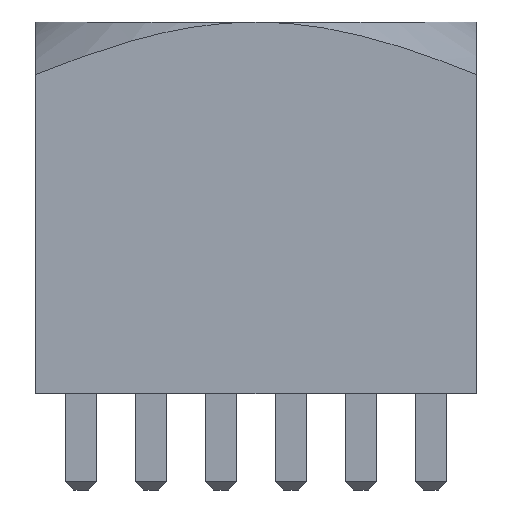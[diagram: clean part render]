
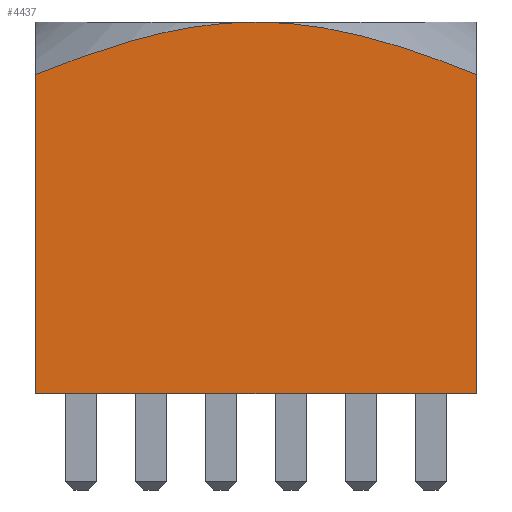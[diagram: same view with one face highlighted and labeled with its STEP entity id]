
A CAD part, front view. The second image highlights one B-rep face of the part: STEP entity #4437.
In plain terms, the highlighted planar face has unit normal (0, -1, 0).
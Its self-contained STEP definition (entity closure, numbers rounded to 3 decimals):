
#687 = B_SPLINE_CURVE_WITH_KNOTS ( 'NONE', 3,
 ( #4186, #4169, #4189, #4190, #4191, #4192, #4193, #4194, #4195, #4196, #4197, #4198 ),
 .UNSPECIFIED., .F., .F.,
 ( 4, 2, 2, 2, 2, 4 ),
 ( 0.009, 0.011, 0.013, 0.015, 0.016, 0.017 ),
 .UNSPECIFIED. ) ;
#693 = B_SPLINE_CURVE_WITH_KNOTS ( 'NONE', 3,
 ( #4173, #4171, #4204, #4205, #4206, #4207, #4208, #4209 ),
 .UNSPECIFIED., .F., .F.,
 ( 4, 2, 2, 4 ),
 ( 0.017, 0.021, 0.023, 0.025 ),
 .UNSPECIFIED. ) ;
#1240 = CARTESIAN_POINT ( 'NONE',  ( -8., -8., 0. ) ) ;
#1241 = CARTESIAN_POINT ( 'NONE',  ( 8., -8., 0. ) ) ;
#1277 = CARTESIAN_POINT ( 'NONE',  ( -8., -8., 11.587 ) ) ;
#1282 = CARTESIAN_POINT ( 'NONE',  ( 8., -8., 11.587 ) ) ;
#1283 = CARTESIAN_POINT ( 'NONE',  ( 0., -8., 13.5 ) ) ;
#2657 = EDGE_LOOP ( 'NONE', ( #4821, #4822, #4823, #4824, #4825 ) ) ;
#2769 = EDGE_CURVE ( 'NONE', #4514, #4515, #4072, .T. ) ;
#2786 = EDGE_CURVE ( 'NONE', #4558, #4514, #4165, .T. ) ;
#2788 = EDGE_CURVE ( 'NONE', #4558, #4565, #687, .T. ) ;
#2789 = EDGE_CURVE ( 'NONE', #4564, #4515, #4188, .T. ) ;
#2790 = EDGE_CURVE ( 'NONE', #4565, #4564, #693, .T. ) ;
#3603 = VECTOR ( 'NONE', #4089, 1000. ) ;
#3633 = VECTOR ( 'NONE', #4168, 1000. ) ;
#3637 = VECTOR ( 'NONE', #4200, 1000. ) ;
#3868 = FACE_OUTER_BOUND ( 'NONE', #2657, .T. ) ;
#3871 = CARTESIAN_POINT ( 'NONE',  ( -8., -8., 13.5 ) ) ;
#3872 = PLANE ( 'NONE',  #4022 ) ;
#3874 = DIRECTION ( 'NONE',  ( 0., 1., 0. ) ) ;
#3875 = DIRECTION ( 'NONE',  ( 0., 0., 1. ) ) ;
#4022 = AXIS2_PLACEMENT_3D ( 'NONE', #3871, #3874, #3875 ) ;
#4072 = LINE ( 'NONE', #4087, #3603 ) ;
#4087 = CARTESIAN_POINT ( 'NONE',  ( -8., -8., 0. ) ) ;
#4089 = DIRECTION ( 'NONE',  ( 1., 0., 0. ) ) ;
#4165 = LINE ( 'NONE', #4166, #3633 ) ;
#4166 = CARTESIAN_POINT ( 'NONE',  ( -8., -8., 13.5 ) ) ;
#4168 = DIRECTION ( 'NONE',  ( 0., 0., -1. ) ) ;
#4169 = CARTESIAN_POINT ( 'NONE',  ( -7.362, -8., 11.847 ) ) ;
#4171 = CARTESIAN_POINT ( 'NONE',  ( 1.389, -8., 13.5 ) ) ;
#4173 = CARTESIAN_POINT ( 'NONE',  ( 0., -8., 13.5 ) ) ;
#4186 = CARTESIAN_POINT ( 'NONE',  ( -8., -8., 11.587 ) ) ;
#4188 = LINE ( 'NONE', #4199, #3637 ) ;
#4189 = CARTESIAN_POINT ( 'NONE',  ( -6.717, -8., 12.095 ) ) ;
#4190 = CARTESIAN_POINT ( 'NONE',  ( -5.411, -8., 12.551 ) ) ;
#4191 = CARTESIAN_POINT ( 'NONE',  ( -4.752, -8., 12.758 ) ) ;
#4192 = CARTESIAN_POINT ( 'NONE',  ( -3.422, -8., 13.107 ) ) ;
#4193 = CARTESIAN_POINT ( 'NONE',  ( -2.75, -8., 13.25 ) ) ;
#4194 = CARTESIAN_POINT ( 'NONE',  ( -1.728, -8., 13.397 ) ) ;
#4195 = CARTESIAN_POINT ( 'NONE',  ( -1.384, -8., 13.436 ) ) ;
#4196 = CARTESIAN_POINT ( 'NONE',  ( -0.693, -8., 13.487 ) ) ;
#4197 = CARTESIAN_POINT ( 'NONE',  ( -0.345, -8., 13.5 ) ) ;
#4198 = CARTESIAN_POINT ( 'NONE',  ( 0., -8., 13.5 ) ) ;
#4199 = CARTESIAN_POINT ( 'NONE',  ( 8., -8., 13.5 ) ) ;
#4200 = DIRECTION ( 'NONE',  ( 0., 0., -1. ) ) ;
#4204 = CARTESIAN_POINT ( 'NONE',  ( 2.743, -8., 13.284 ) ) ;
#4205 = CARTESIAN_POINT ( 'NONE',  ( 4.742, -8., 12.76 ) ) ;
#4206 = CARTESIAN_POINT ( 'NONE',  ( 5.405, -8., 12.553 ) ) ;
#4207 = CARTESIAN_POINT ( 'NONE',  ( 6.715, -8., 12.096 ) ) ;
#4208 = CARTESIAN_POINT ( 'NONE',  ( 7.361, -8., 11.848 ) ) ;
#4209 = CARTESIAN_POINT ( 'NONE',  ( 8., -8., 11.587 ) ) ;
#4437 = ADVANCED_FACE ( 'NONE', ( #3868 ), #3872, .F. ) ;
#4514 = VERTEX_POINT ( 'NONE', #1240 ) ;
#4515 = VERTEX_POINT ( 'NONE', #1241 ) ;
#4558 = VERTEX_POINT ( 'NONE', #1277 ) ;
#4564 = VERTEX_POINT ( 'NONE', #1282 ) ;
#4565 = VERTEX_POINT ( 'NONE', #1283 ) ;
#4821 = ORIENTED_EDGE ( 'NONE', *, *, #2788, .F. ) ;
#4822 = ORIENTED_EDGE ( 'NONE', *, *, #2786, .T. ) ;
#4823 = ORIENTED_EDGE ( 'NONE', *, *, #2769, .T. ) ;
#4824 = ORIENTED_EDGE ( 'NONE', *, *, #2789, .F. ) ;
#4825 = ORIENTED_EDGE ( 'NONE', *, *, #2790, .F. ) ;
